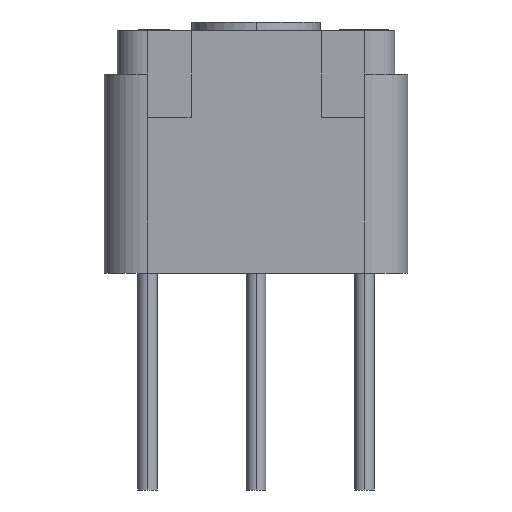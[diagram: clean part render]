
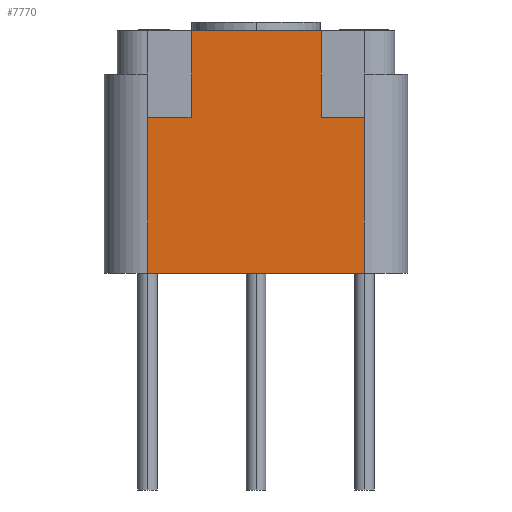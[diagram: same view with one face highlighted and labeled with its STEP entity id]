
A CAD part, left-side view. The second image highlights one B-rep face of the part: STEP entity #7770.
In plain terms, the highlighted planar face has unit normal (-1, 0, 0).
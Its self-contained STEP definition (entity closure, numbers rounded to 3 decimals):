
#1443 = VERTEX_POINT ( 'NONE', #16987 ) ;
#1449 = CARTESIAN_POINT ( 'NONE',  ( -3.5, -2.5, 0.8 ) ) ;
#1830 = LINE ( 'NONE', #10667, #21914 ) ;
#2197 = EDGE_CURVE ( 'NONE', #15401, #22916, #7462, .T. ) ;
#2794 = LINE ( 'NONE', #15445, #15268 ) ;
#2907 = VERTEX_POINT ( 'NONE', #12088 ) ;
#3432 = LINE ( 'NONE', #3540, #4407 ) ;
#3540 = CARTESIAN_POINT ( 'NONE',  ( -3.5, -1.5, 0.8 ) ) ;
#3811 = ORIENTED_EDGE ( 'NONE', *, *, #9058, .T. ) ;
#3927 = DIRECTION ( 'NONE',  ( 0., 0., 1. ) ) ;
#4407 = VECTOR ( 'NONE', #13885, 1000. ) ;
#5423 = VECTOR ( 'NONE', #13955, 1000. ) ;
#5450 = AXIS2_PLACEMENT_3D ( 'NONE', #17215, #21956, #13048 ) ;
#6326 = CARTESIAN_POINT ( 'NONE',  ( -3.5, 1.5, 2.8 ) ) ;
#6698 = CARTESIAN_POINT ( 'NONE',  ( -3.5, 2.5, 2.8 ) ) ;
#7431 = CARTESIAN_POINT ( 'NONE',  ( -3.5, -2.5, -2.8 ) ) ;
#7462 = LINE ( 'NONE', #15712, #17590 ) ;
#7737 = PLANE ( 'NONE',  #5450 ) ;
#7770 = ADVANCED_FACE ( 'NONE', ( #9455 ), #7737, .F. ) ;
#8356 = ORIENTED_EDGE ( 'NONE', *, *, #15259, .T. ) ;
#8393 = LINE ( 'NONE', #6698, #21881 ) ;
#8828 = VECTOR ( 'NONE', #18406, 1000. ) ;
#9058 = EDGE_CURVE ( 'NONE', #22916, #1443, #12334, .T. ) ;
#9455 = FACE_OUTER_BOUND ( 'NONE', #11103, .T. ) ;
#9651 = EDGE_CURVE ( 'NONE', #2907, #15401, #16390, .T. ) ;
#10242 = ORIENTED_EDGE ( 'NONE', *, *, #20892, .T. ) ;
#10326 = VERTEX_POINT ( 'NONE', #22432 ) ;
#10534 = ORIENTED_EDGE ( 'NONE', *, *, #2197, .T. ) ;
#10667 = CARTESIAN_POINT ( 'NONE',  ( -3.5, 2.5, 0.8 ) ) ;
#10713 = ORIENTED_EDGE ( 'NONE', *, *, #11579, .F. ) ;
#10979 = CARTESIAN_POINT ( 'NONE',  ( -3.5, 2.5, 0.8 ) ) ;
#11103 = EDGE_LOOP ( 'NONE', ( #8356, #10713, #12909, #12770, #10242, #17201, #10534, #3811 ) ) ;
#11106 = LINE ( 'NONE', #13186, #21905 ) ;
#11579 = EDGE_CURVE ( 'NONE', #15108, #18677, #2794, .T. ) ;
#11965 = CARTESIAN_POINT ( 'NONE',  ( -3.5, -2.5, 0.8 ) ) ;
#12088 = CARTESIAN_POINT ( 'NONE',  ( -3.5, 2.5, -2.8 ) ) ;
#12334 = LINE ( 'NONE', #1449, #5423 ) ;
#12770 = ORIENTED_EDGE ( 'NONE', *, *, #17632, .T. ) ;
#12909 = ORIENTED_EDGE ( 'NONE', *, *, #21744, .F. ) ;
#13048 = DIRECTION ( 'NONE',  ( 0., 0., -1. ) ) ;
#13186 = CARTESIAN_POINT ( 'NONE',  ( -3.5, 1.5, 0.8 ) ) ;
#13218 = CARTESIAN_POINT ( 'NONE',  ( -3.5, 3.5, -2.8 ) ) ;
#13885 = DIRECTION ( 'NONE',  ( 0., 0., 1. ) ) ;
#13955 = DIRECTION ( 'NONE',  ( 0., 1., 0. ) ) ;
#14000 = CARTESIAN_POINT ( 'NONE',  ( -3.5, -1.5, 2.8 ) ) ;
#15108 = VERTEX_POINT ( 'NONE', #6326 ) ;
#15259 = EDGE_CURVE ( 'NONE', #1443, #18677, #3432, .T. ) ;
#15268 = VECTOR ( 'NONE', #20606, 1000. ) ;
#15401 = VERTEX_POINT ( 'NONE', #7431 ) ;
#15445 = CARTESIAN_POINT ( 'NONE',  ( -3.5, 3.5, 2.8 ) ) ;
#15712 = CARTESIAN_POINT ( 'NONE',  ( -3.5, -2.5, 2.8 ) ) ;
#16390 = LINE ( 'NONE', #13218, #8828 ) ;
#16987 = CARTESIAN_POINT ( 'NONE',  ( -3.5, -1.5, 0.8 ) ) ;
#17201 = ORIENTED_EDGE ( 'NONE', *, *, #9651, .T. ) ;
#17215 = CARTESIAN_POINT ( 'NONE',  ( -3.5, 3.5, 2.8 ) ) ;
#17590 = VECTOR ( 'NONE', #3927, 1000. ) ;
#17632 = EDGE_CURVE ( 'NONE', #10326, #18069, #1830, .T. ) ;
#18004 = DIRECTION ( 'NONE',  ( 0., 0., 1. ) ) ;
#18069 = VERTEX_POINT ( 'NONE', #10979 ) ;
#18406 = DIRECTION ( 'NONE',  ( 0., -1., 0. ) ) ;
#18677 = VERTEX_POINT ( 'NONE', #14000 ) ;
#19125 = DIRECTION ( 'NONE',  ( 0., 0., -1. ) ) ;
#19535 = DIRECTION ( 'NONE',  ( 0., 1., 0. ) ) ;
#20606 = DIRECTION ( 'NONE',  ( 0., -1., 0. ) ) ;
#20892 = EDGE_CURVE ( 'NONE', #18069, #2907, #8393, .T. ) ;
#21744 = EDGE_CURVE ( 'NONE', #10326, #15108, #11106, .T. ) ;
#21881 = VECTOR ( 'NONE', #19125, 1000. ) ;
#21905 = VECTOR ( 'NONE', #18004, 1000. ) ;
#21914 = VECTOR ( 'NONE', #19535, 1000. ) ;
#21956 = DIRECTION ( 'NONE',  ( 1., 0., 0. ) ) ;
#22432 = CARTESIAN_POINT ( 'NONE',  ( -3.5, 1.5, 0.8 ) ) ;
#22916 = VERTEX_POINT ( 'NONE', #11965 ) ;
